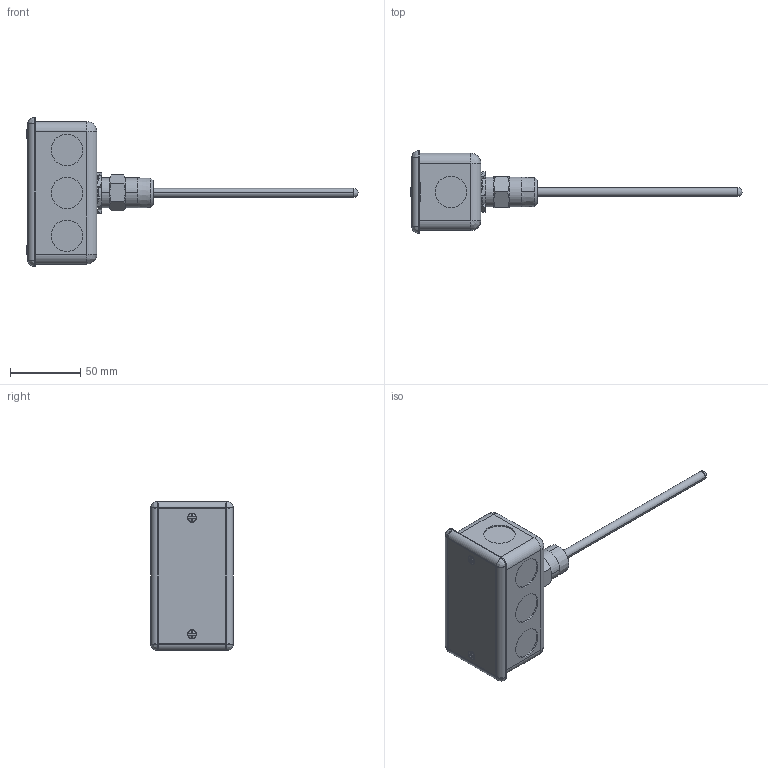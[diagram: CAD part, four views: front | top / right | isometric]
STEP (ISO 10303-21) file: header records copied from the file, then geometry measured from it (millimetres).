
FILE_DESCRIPTION (( 'STEP AP214' ), '1' );
FILE_NAME ('NTC10K3-JB06-03.STEP', '2024-04-24T17:59:56', ( '' ), ( '' ), 'SwSTEP 2.0', 'SolidWorks 2021', '' );
FILE_SCHEMA (( 'AUTOMOTIVE_DESIGN' ));
Length unit declared in the file: inch
Products named in the file (1): NTC10K3-JB06-03
Bounding box: 236.68 x 58.8 x 106.43 mm (x, y, z)
Volume: 50920.5 mm3; surface area: 65365 mm2
Topology: 5 solids, 5 shells, 366 faces, 892 edges, 547 vertices
Faces by surface type: plane 155, cylinder 147, bspline 40, cone 20, torus 4
Entity records: 11611 total; most frequent: CARTESIAN_POINT 2972, DIRECTION 1835, ORIENTED_EDGE 1744, EDGE_CURVE 872, AXIS2_PLACEMENT_3D 690, VERTEX_POINT 547, VECTOR 455, LINE 455
